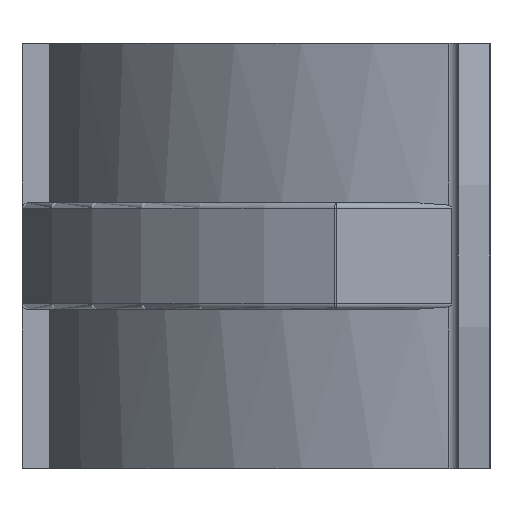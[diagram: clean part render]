
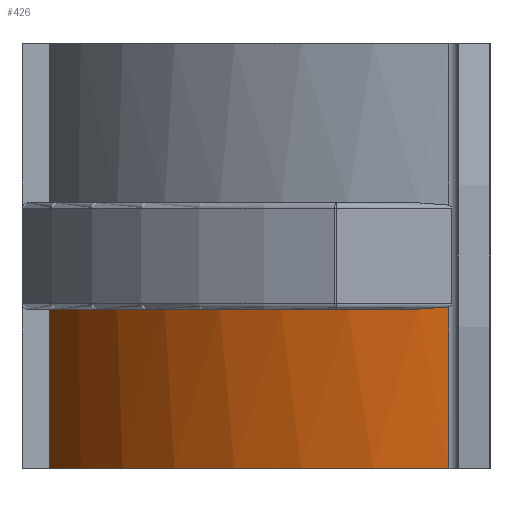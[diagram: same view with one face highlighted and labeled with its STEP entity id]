
A CAD part, left-side view. The second image highlights one B-rep face of the part: STEP entity #426.
In plain terms, the highlighted cylindrical face has radius 45 mm (diameter 90 mm), a partial arc.
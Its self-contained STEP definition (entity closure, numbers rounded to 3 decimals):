
#68 = CARTESIAN_POINT ( 'NONE',  ( -44.733, 3.891, -4.784 ) ) ;
#147 = DIRECTION ( 'NONE',  ( 0., 0., -1. ) ) ;
#196 = EDGE_CURVE ( 'NONE', #1268, #1970, #448, .T. ) ;
#202 = CARTESIAN_POINT ( 'NONE',  ( 0., -1., -5. ) ) ;
#268 = DIRECTION ( 'NONE',  ( 0., 0., -1. ) ) ;
#305 = FACE_OUTER_BOUND ( 'NONE', #976, .T. ) ;
#307 = AXIS2_PLACEMENT_3D ( 'NONE', #1251, #268, #1739 ) ;
#333 = ORIENTED_EDGE ( 'NONE', *, *, #196, .T. ) ;
#347 = ORIENTED_EDGE ( 'NONE', *, *, #755, .T. ) ;
#371 = DIRECTION ( 'NONE',  ( 1., 0., 0. ) ) ;
#381 = CARTESIAN_POINT ( 'NONE',  ( -44.733, 3.891, -4.784 ) ) ;
#426 = ADVANCED_FACE ( 'NONE', ( #305 ), #1119, .T. ) ;
#448 = B_SPLINE_CURVE_WITH_KNOTS ( 'NONE', 3,
 ( #381, #1672, #1028, #1517, #550, #1683 ),
 .UNSPECIFIED., .F., .F.,
 ( 4, 2, 4 ),
 ( 0., 0.001, 0.003 ),
 .UNSPECIFIED. ) ;
#491 = VERTEX_POINT ( 'NONE', #631 ) ;
#507 = CARTESIAN_POINT ( 'NONE',  ( 0., -1., -20. ) ) ;
#550 = CARTESIAN_POINT ( 'NONE',  ( -44.406, 6.301, -5. ) ) ;
#631 = CARTESIAN_POINT ( 'NONE',  ( -15., 41.426, -20. ) ) ;
#640 = LINE ( 'NONE', #1936, #1115 ) ;
#670 = DIRECTION ( 'NONE',  ( 1., 0., 0. ) ) ;
#672 = ORIENTED_EDGE ( 'NONE', *, *, #1438, .F. ) ;
#755 = EDGE_CURVE ( 'NONE', #1970, #1797, #1370, .T. ) ;
#813 = AXIS2_PLACEMENT_3D ( 'NONE', #202, #1339, #371 ) ;
#879 = CARTESIAN_POINT ( 'NONE',  ( -15., 41.426, 20. ) ) ;
#976 = EDGE_LOOP ( 'NONE', ( #672, #333, #347, #1079, #1997 ) ) ;
#1028 = CARTESIAN_POINT ( 'NONE',  ( -44.62, 4.855, -4.909 ) ) ;
#1074 = EDGE_CURVE ( 'NONE', #491, #1908, #2110, .T. ) ;
#1079 = ORIENTED_EDGE ( 'NONE', *, *, #1265, .T. ) ;
#1115 = VECTOR ( 'NONE', #147, 1000. ) ;
#1119 = CYLINDRICAL_SURFACE ( 'NONE', #307, 45. ) ;
#1213 = CARTESIAN_POINT ( 'NONE',  ( -15., 41.426, -5. ) ) ;
#1251 = CARTESIAN_POINT ( 'NONE',  ( 0., -1., 20. ) ) ;
#1265 = EDGE_CURVE ( 'NONE', #1797, #491, #1761, .T. ) ;
#1268 = VERTEX_POINT ( 'NONE', #68 ) ;
#1339 = DIRECTION ( 'NONE',  ( 0., 0., -1. ) ) ;
#1370 = CIRCLE ( 'NONE', #813, 45. ) ;
#1414 = CARTESIAN_POINT ( 'NONE',  ( -44.733, 3.891, -20. ) ) ;
#1438 = EDGE_CURVE ( 'NONE', #1268, #1908, #640, .T. ) ;
#1517 = CARTESIAN_POINT ( 'NONE',  ( -44.483, 5.819, -4.98 ) ) ;
#1640 = DIRECTION ( 'NONE',  ( 0., 0., 1. ) ) ;
#1672 = CARTESIAN_POINT ( 'NONE',  ( -44.681, 4.372, -4.86 ) ) ;
#1683 = CARTESIAN_POINT ( 'NONE',  ( -44.322, 6.783, -5. ) ) ;
#1739 = DIRECTION ( 'NONE',  ( -1., 0., 0. ) ) ;
#1761 = LINE ( 'NONE', #879, #1811 ) ;
#1797 = VERTEX_POINT ( 'NONE', #1213 ) ;
#1811 = VECTOR ( 'NONE', #2016, 1000. ) ;
#1844 = AXIS2_PLACEMENT_3D ( 'NONE', #507, #1640, #670 ) ;
#1908 = VERTEX_POINT ( 'NONE', #1414 ) ;
#1923 = CARTESIAN_POINT ( 'NONE',  ( -44.322, 6.783, -5. ) ) ;
#1936 = CARTESIAN_POINT ( 'NONE',  ( -44.733, 3.891, 20. ) ) ;
#1970 = VERTEX_POINT ( 'NONE', #1923 ) ;
#1997 = ORIENTED_EDGE ( 'NONE', *, *, #1074, .T. ) ;
#2016 = DIRECTION ( 'NONE',  ( 0., 0., -1. ) ) ;
#2110 = CIRCLE ( 'NONE', #1844, 45. ) ;
